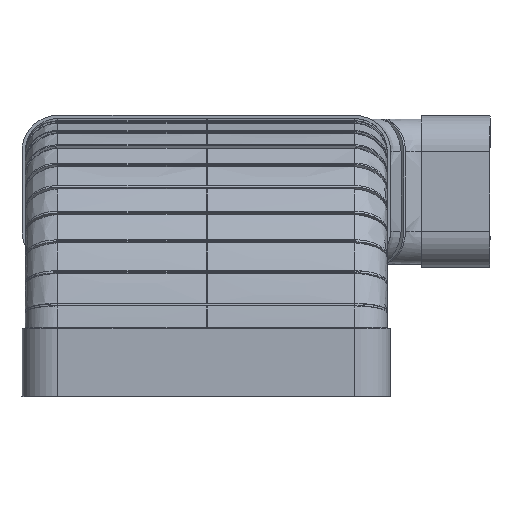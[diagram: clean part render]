
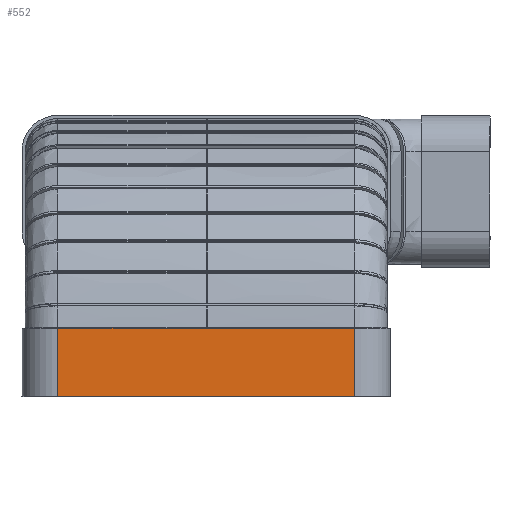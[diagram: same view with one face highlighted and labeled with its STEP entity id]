
A CAD part, top view. The second image highlights one B-rep face of the part: STEP entity #552.
In plain terms, the highlighted planar face has unit normal (0, 0, 1).
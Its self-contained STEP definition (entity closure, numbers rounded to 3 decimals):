
#552=ADVANCED_FACE('',(#1576),#1577,.T.);
#1576=FACE_OUTER_BOUND('',#25449,.T.);
#1577=PLANE('',#25450);
#25449=EDGE_LOOP('',(#34731,#34732,#34733,#34734,#34735,#34736));
#25450=AXIS2_PLACEMENT_3D('',#34737,#34738,#34739);
#34731=ORIENTED_EDGE('',*,*,#36651,.F.);
#34732=ORIENTED_EDGE('',*,*,#36668,.F.);
#34733=ORIENTED_EDGE('',*,*,#36669,.T.);
#34734=ORIENTED_EDGE('',*,*,#36545,.F.);
#34735=ORIENTED_EDGE('',*,*,#36613,.T.);
#34736=ORIENTED_EDGE('',*,*,#36570,.T.);
#34737=CARTESIAN_POINT('',(-142.589,-245.733,113.465));
#34738=DIRECTION('',(0.,0.,1.0));
#34739=DIRECTION('',(0.,-1.,0.));
#36545=EDGE_CURVE('',#39035,#39018,#39037,.T.);
#36570=EDGE_CURVE('',#39077,#39074,#39078,.T.);
#36613=EDGE_CURVE('',#39035,#39077,#39132,.T.);
#36651=EDGE_CURVE('',#39193,#39074,#39195,.T.);
#36668=EDGE_CURVE('',#39220,#39193,#39221,.T.);
#36669=EDGE_CURVE('',#39220,#39018,#39222,.T.);
#39018=VERTEX_POINT('',#51024);
#39035=VERTEX_POINT('',#51047);
#39037=LINE('',#51049,#51050);
#39074=VERTEX_POINT('',#51214);
#39077=VERTEX_POINT('',#51218);
#39078=LINE('',#51219,#51220);
#39132=LINE('',#51539,#51540);
#39193=VERTEX_POINT('',#51660);
#39195=LINE('',#51662,#51663);
#39220=VERTEX_POINT('',#51718);
#39221=LINE('',#51719,#51720);
#39222=LINE('',#51721,#51722);
#51024=CARTESIAN_POINT('',(-50.64,-266.733,113.465));
#51047=CARTESIAN_POINT('',(39.924,-266.733,113.465));
#51049=CARTESIAN_POINT('',(39.924,-266.733,113.465));
#51050=VECTOR('',#53885,1.0);
#51214=CARTESIAN_POINT('',(-50.64,-224.733,113.465));
#51218=CARTESIAN_POINT('',(39.924,-224.733,113.465));
#51219=CARTESIAN_POINT('',(39.924,-224.733,113.465));
#51220=VECTOR('',#53907,1.0);
#51539=CARTESIAN_POINT('',(39.924,-266.733,113.465));
#51540=VECTOR('',#53951,1.0);
#51660=CARTESIAN_POINT('',(-142.589,-224.733,113.465));
#51662=CARTESIAN_POINT('',(-142.589,-224.733,113.465));
#51663=VECTOR('',#54009,1.0);
#51718=CARTESIAN_POINT('',(-142.589,-266.733,113.465));
#51719=CARTESIAN_POINT('',(-142.589,-266.733,113.465));
#51720=VECTOR('',#54025,1.0);
#51721=CARTESIAN_POINT('',(-142.589,-266.733,113.465));
#51722=VECTOR('',#54026,1.0);
#53885=DIRECTION('',(-1.0,0.,0.));
#53907=DIRECTION('',(-1.0,0.,0.));
#53951=DIRECTION('',(0.,1.0,0.));
#54009=DIRECTION('',(1.,0.,0.));
#54025=DIRECTION('',(0.,1.,0.));
#54026=DIRECTION('',(1.,0.,0.));
